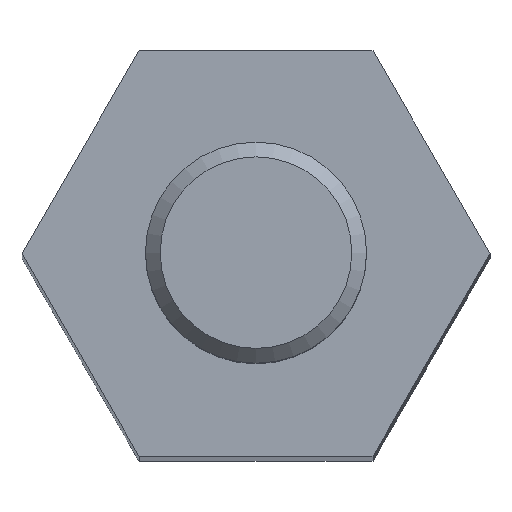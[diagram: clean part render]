
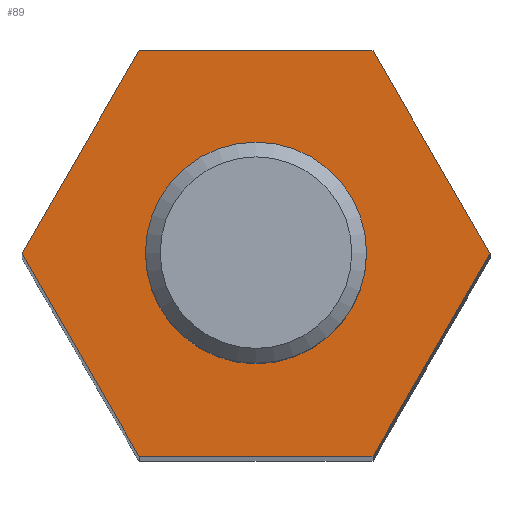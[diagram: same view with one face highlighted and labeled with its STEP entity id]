
A CAD part, top view. The second image highlights one B-rep face of the part: STEP entity #89.
In plain terms, the highlighted planar face has unit normal (0, 0, 1).
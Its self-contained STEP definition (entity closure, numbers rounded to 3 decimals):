
#89 = ADVANCED_FACE( '', ( #186, #187 ), #188, .T. );
#186 = FACE_BOUND( '', #280, .T. );
#187 = FACE_OUTER_BOUND( '', #281, .T. );
#188 = PLANE( '', #282 );
#280 = EDGE_LOOP( '', ( #439 ) );
#281 = EDGE_LOOP( '', ( #440, #441, #442, #443, #444, #445 ) );
#282 = AXIS2_PLACEMENT_3D( '', #446, #447, #448 );
#439 = ORIENTED_EDGE( '', *, *, #488, .T. );
#440 = ORIENTED_EDGE( '', *, *, #534, .T. );
#441 = ORIENTED_EDGE( '', *, *, #541, .T. );
#442 = ORIENTED_EDGE( '', *, *, #521, .T. );
#443 = ORIENTED_EDGE( '', *, *, #510, .T. );
#444 = ORIENTED_EDGE( '', *, *, #542, .T. );
#445 = ORIENTED_EDGE( '', *, *, #505, .T. );
#446 = CARTESIAN_POINT( '', ( 0., 0., 40. ) );
#447 = DIRECTION( '', ( 0., 0., 1. ) );
#448 = DIRECTION( '', ( 1., 0., 0. ) );
#488 = EDGE_CURVE( '', #560, #560, #561, .F. );
#505 = EDGE_CURVE( '', #589, #587, #590, .T. );
#510 = EDGE_CURVE( '', #598, #596, #599, .T. );
#521 = EDGE_CURVE( '', #613, #598, #614, .T. );
#534 = EDGE_CURVE( '', #587, #627, #629, .T. );
#541 = EDGE_CURVE( '', #627, #613, #636, .T. );
#542 = EDGE_CURVE( '', #596, #589, #637, .T. );
#560 = VERTEX_POINT( '', #667 );
#561 = CIRCLE( '', #668, 1.267 );
#587 = VERTEX_POINT( '', #713 );
#589 = VERTEX_POINT( '', #716 );
#590 = LINE( '', #717, #718 );
#596 = VERTEX_POINT( '', #732 );
#598 = VERTEX_POINT( '', #735 );
#599 = LINE( '', #736, #737 );
#613 = VERTEX_POINT( '', #766 );
#614 = LINE( '', #767, #768 );
#627 = VERTEX_POINT( '', #792 );
#629 = LINE( '', #795, #796 );
#636 = LINE( '', #817, #818 );
#637 = LINE( '', #819, #820 );
#667 = CARTESIAN_POINT( '', ( 1.267, 0., 40. ) );
#668 = AXIS2_PLACEMENT_3D( '', #834, #835, #836 );
#713 = CARTESIAN_POINT( '', ( 1.588, 2.75, 40. ) );
#716 = CARTESIAN_POINT( '', ( 3.175, 0., 40. ) );
#717 = CARTESIAN_POINT( '', ( 3.175, 0., 40. ) );
#718 = VECTOR( '', #859, 1000. );
#732 = CARTESIAN_POINT( '', ( 1.588, -2.75, 40. ) );
#735 = CARTESIAN_POINT( '', ( -1.588, -2.75, 40. ) );
#736 = CARTESIAN_POINT( '', ( -1.588, -2.75, 40. ) );
#737 = VECTOR( '', #862, 1000. );
#766 = CARTESIAN_POINT( '', ( -3.175, 0., 40. ) );
#767 = CARTESIAN_POINT( '', ( -3.175, 0., 40. ) );
#768 = VECTOR( '', #879, 1000. );
#792 = CARTESIAN_POINT( '', ( -1.588, 2.75, 40. ) );
#795 = CARTESIAN_POINT( '', ( 1.588, 2.75, 40. ) );
#796 = VECTOR( '', #885, 1000. );
#817 = CARTESIAN_POINT( '', ( -1.588, 2.75, 40. ) );
#818 = VECTOR( '', #886, 1000. );
#819 = CARTESIAN_POINT( '', ( 1.588, -2.75, 40. ) );
#820 = VECTOR( '', #887, 1000. );
#834 = CARTESIAN_POINT( '', ( 0., 0., 40. ) );
#835 = DIRECTION( '', ( 0., 0., 1. ) );
#836 = DIRECTION( '', ( 1., 0., 0. ) );
#859 = DIRECTION( '', ( -0.5, 0.866, 0. ) );
#862 = DIRECTION( '', ( 1., 0., 0. ) );
#879 = DIRECTION( '', ( 0.5, -0.866, 0. ) );
#885 = DIRECTION( '', ( -1., 0., 0. ) );
#886 = DIRECTION( '', ( -0.5, -0.866, 0. ) );
#887 = DIRECTION( '', ( 0.5, 0.866, 0. ) );
